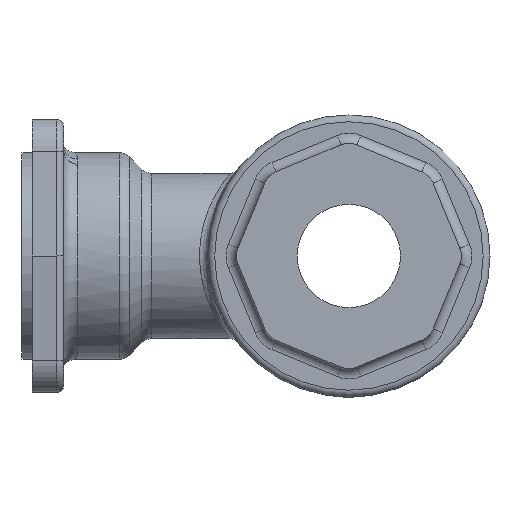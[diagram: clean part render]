
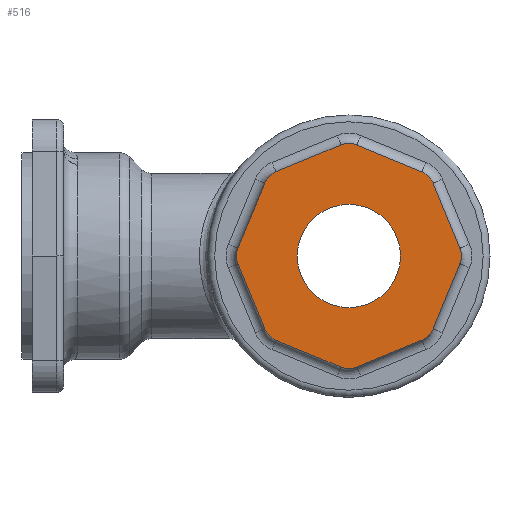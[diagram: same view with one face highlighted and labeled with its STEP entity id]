
A CAD part, left-side view. The second image highlights one B-rep face of the part: STEP entity #516.
In plain terms, the highlighted planar face has unit normal (-1, 0, 0).
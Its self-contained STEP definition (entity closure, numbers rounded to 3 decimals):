
#516=ADVANCED_FACE('',(#1168,#1169),#707,.T.);
#707=PLANE('',#3289);
#784=LINE('',#4644,#966);
#785=LINE('',#4649,#967);
#786=LINE('',#4653,#968);
#787=LINE('',#4657,#969);
#788=LINE('',#4661,#970);
#789=LINE('',#4665,#971);
#790=LINE('',#4669,#972);
#791=LINE('',#4673,#973);
#966=VECTOR('',#3643,1.);
#967=VECTOR('',#3646,1.);
#968=VECTOR('',#3649,1.);
#969=VECTOR('',#3652,1.);
#970=VECTOR('',#3655,1.);
#971=VECTOR('',#3658,1.);
#972=VECTOR('',#3661,1.);
#973=VECTOR('',#3664,1.);
#1168=FACE_BOUND('',#1239,.T.);
#1169=FACE_BOUND('',#1240,.T.);
#1239=EDGE_LOOP('',(#1500,#1501,#1502,#1503,#1504,#1505,#1506,#1507,#1508,
#1509,#1510,#1511,#1512,#1513,#1514,#1515));
#1240=EDGE_LOOP('',(#1516));
#1500=ORIENTED_EDGE('',*,*,#2688,.T.);
#1501=ORIENTED_EDGE('',*,*,#2689,.T.);
#1502=ORIENTED_EDGE('',*,*,#2690,.T.);
#1503=ORIENTED_EDGE('',*,*,#2691,.T.);
#1504=ORIENTED_EDGE('',*,*,#2692,.T.);
#1505=ORIENTED_EDGE('',*,*,#2693,.T.);
#1506=ORIENTED_EDGE('',*,*,#2694,.T.);
#1507=ORIENTED_EDGE('',*,*,#2695,.T.);
#1508=ORIENTED_EDGE('',*,*,#2696,.T.);
#1509=ORIENTED_EDGE('',*,*,#2697,.T.);
#1510=ORIENTED_EDGE('',*,*,#2698,.T.);
#1511=ORIENTED_EDGE('',*,*,#2699,.T.);
#1512=ORIENTED_EDGE('',*,*,#2700,.T.);
#1513=ORIENTED_EDGE('',*,*,#2701,.T.);
#1514=ORIENTED_EDGE('',*,*,#2702,.T.);
#1515=ORIENTED_EDGE('',*,*,#2703,.T.);
#1516=ORIENTED_EDGE('',*,*,#2704,.T.);
#2398=VERTEX_POINT('',#4645);
#2399=VERTEX_POINT('',#4646);
#2400=VERTEX_POINT('',#4648);
#2401=VERTEX_POINT('',#4650);
#2402=VERTEX_POINT('',#4652);
#2403=VERTEX_POINT('',#4654);
#2404=VERTEX_POINT('',#4656);
#2405=VERTEX_POINT('',#4658);
#2406=VERTEX_POINT('',#4660);
#2407=VERTEX_POINT('',#4662);
#2408=VERTEX_POINT('',#4664);
#2409=VERTEX_POINT('',#4666);
#2410=VERTEX_POINT('',#4668);
#2411=VERTEX_POINT('',#4670);
#2412=VERTEX_POINT('',#4672);
#2413=VERTEX_POINT('',#4674);
#2414=VERTEX_POINT('',#4677);
#2688=EDGE_CURVE('',#2398,#2399,#784,.T.);
#2689=EDGE_CURVE('',#2399,#2400,#3110,.T.);
#2690=EDGE_CURVE('',#2400,#2401,#785,.T.);
#2691=EDGE_CURVE('',#2401,#2402,#3111,.T.);
#2692=EDGE_CURVE('',#2402,#2403,#786,.T.);
#2693=EDGE_CURVE('',#2403,#2404,#3112,.T.);
#2694=EDGE_CURVE('',#2404,#2405,#787,.T.);
#2695=EDGE_CURVE('',#2405,#2406,#3113,.T.);
#2696=EDGE_CURVE('',#2406,#2407,#788,.T.);
#2697=EDGE_CURVE('',#2407,#2408,#3114,.T.);
#2698=EDGE_CURVE('',#2408,#2409,#789,.T.);
#2699=EDGE_CURVE('',#2409,#2410,#3115,.T.);
#2700=EDGE_CURVE('',#2410,#2411,#790,.T.);
#2701=EDGE_CURVE('',#2411,#2412,#3116,.T.);
#2702=EDGE_CURVE('',#2412,#2413,#791,.T.);
#2703=EDGE_CURVE('',#2413,#2398,#3117,.T.);
#2704=EDGE_CURVE('',#2414,#2414,#3118,.T.);
#3110=CIRCLE('',#3280,3.);
#3111=CIRCLE('',#3281,3.);
#3112=CIRCLE('',#3282,3.);
#3113=CIRCLE('',#3283,3.);
#3114=CIRCLE('',#3284,3.);
#3115=CIRCLE('',#3285,3.);
#3116=CIRCLE('',#3286,3.);
#3117=CIRCLE('',#3287,3.);
#3118=CIRCLE('',#3288,7.5);
#3280=AXIS2_PLACEMENT_3D('',#4647,#3644,#3645);
#3281=AXIS2_PLACEMENT_3D('',#4651,#3647,#3648);
#3282=AXIS2_PLACEMENT_3D('',#4655,#3650,#3651);
#3283=AXIS2_PLACEMENT_3D('',#4659,#3653,#3654);
#3284=AXIS2_PLACEMENT_3D('',#4663,#3656,#3657);
#3285=AXIS2_PLACEMENT_3D('',#4667,#3659,#3660);
#3286=AXIS2_PLACEMENT_3D('',#4671,#3662,#3663);
#3287=AXIS2_PLACEMENT_3D('',#4675,#3665,#3666);
#3288=AXIS2_PLACEMENT_3D('',#4676,#3667,#3668);
#3289=AXIS2_PLACEMENT_3D('',#4678,#3669,#3670);
#3643=DIRECTION('',(0.,0.924,-0.383));
#3644=DIRECTION('',(-1.,0.,0.));
#3645=DIRECTION('',(0.,0.,1.));
#3646=DIRECTION('',(0.,0.383,-0.924));
#3647=DIRECTION('',(-1.,0.,0.));
#3648=DIRECTION('',(0.,0.,1.));
#3649=DIRECTION('',(0.,-0.383,-0.924));
#3650=DIRECTION('',(-1.,0.,0.));
#3651=DIRECTION('',(0.,0.,1.));
#3652=DIRECTION('',(0.,-0.924,-0.383));
#3653=DIRECTION('',(-1.,0.,0.));
#3654=DIRECTION('',(0.,0.,1.));
#3655=DIRECTION('',(0.,-0.924,0.383));
#3656=DIRECTION('',(-1.,0.,0.));
#3657=DIRECTION('',(0.,0.,1.));
#3658=DIRECTION('',(0.,-0.383,0.924));
#3659=DIRECTION('',(-1.,0.,0.));
#3660=DIRECTION('',(0.,0.,1.));
#3661=DIRECTION('',(0.,0.383,0.924));
#3662=DIRECTION('',(-1.,0.,0.));
#3663=DIRECTION('',(0.,0.,1.));
#3664=DIRECTION('',(0.,0.924,0.383));
#3665=DIRECTION('',(-1.,0.,0.));
#3666=DIRECTION('',(0.,0.,1.));
#3667=DIRECTION('',(1.,0.,0.));
#3668=DIRECTION('',(0.,0.,1.));
#3669=DIRECTION('',(-1.,0.,0.));
#3670=DIRECTION('',(0.,0.,1.));
#4644=CARTESIAN_POINT('',(-41.1,0.,16.615));
#4645=CARTESIAN_POINT('',(-41.1,1.148,16.139));
#4646=CARTESIAN_POINT('',(-41.1,10.6,12.224));
#4647=CARTESIAN_POINT('',(-41.1,9.452,9.452));
#4648=CARTESIAN_POINT('',(-41.1,12.224,10.6));
#4649=CARTESIAN_POINT('',(-41.1,11.748,11.748));
#4650=CARTESIAN_POINT('',(-41.1,16.139,1.148));
#4651=CARTESIAN_POINT('',(-41.1,13.368,0.));
#4652=CARTESIAN_POINT('',(-41.1,16.139,-1.148));
#4653=CARTESIAN_POINT('',(-41.1,16.615,0.));
#4654=CARTESIAN_POINT('',(-41.1,12.224,-10.6));
#4655=CARTESIAN_POINT('',(-41.1,9.452,-9.452));
#4656=CARTESIAN_POINT('',(-41.1,10.6,-12.224));
#4657=CARTESIAN_POINT('',(-41.1,11.748,-11.748));
#4658=CARTESIAN_POINT('',(-41.1,1.148,-16.139));
#4659=CARTESIAN_POINT('',(-41.1,0.,-13.368));
#4660=CARTESIAN_POINT('',(-41.1,-1.148,-16.139));
#4661=CARTESIAN_POINT('',(-41.1,0.,-16.615));
#4662=CARTESIAN_POINT('',(-41.1,-10.6,-12.224));
#4663=CARTESIAN_POINT('',(-41.1,-9.452,-9.452));
#4664=CARTESIAN_POINT('',(-41.1,-12.224,-10.6));
#4665=CARTESIAN_POINT('',(-41.1,-11.748,-11.748));
#4666=CARTESIAN_POINT('',(-41.1,-16.139,-1.148));
#4667=CARTESIAN_POINT('',(-41.1,-13.368,0.));
#4668=CARTESIAN_POINT('',(-41.1,-16.139,1.148));
#4669=CARTESIAN_POINT('',(-41.1,-16.615,0.));
#4670=CARTESIAN_POINT('',(-41.1,-12.224,10.6));
#4671=CARTESIAN_POINT('',(-41.1,-9.452,9.452));
#4672=CARTESIAN_POINT('',(-41.1,-10.6,12.224));
#4673=CARTESIAN_POINT('',(-41.1,-11.748,11.748));
#4674=CARTESIAN_POINT('',(-41.1,-1.148,16.139));
#4675=CARTESIAN_POINT('',(-41.1,0.,13.368));
#4676=CARTESIAN_POINT('',(-41.1,0.,0.));
#4677=CARTESIAN_POINT('',(-41.1,0.,7.5));
#4678=CARTESIAN_POINT('',(-41.1,-20.056,8.307));
